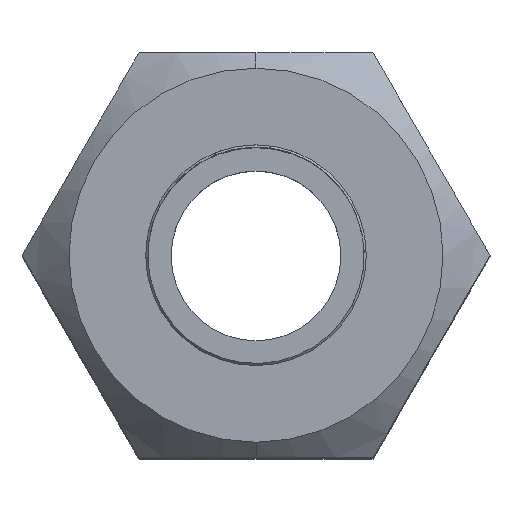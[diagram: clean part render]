
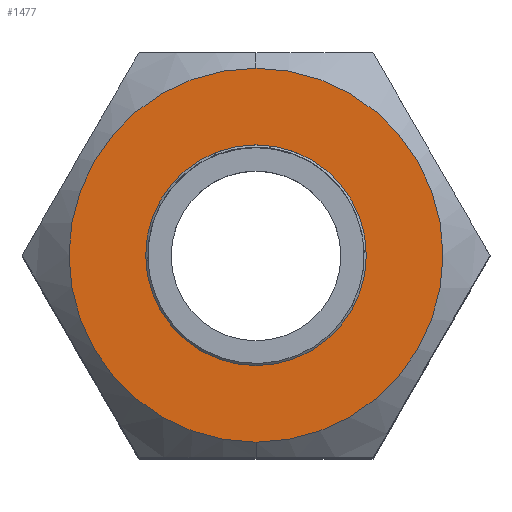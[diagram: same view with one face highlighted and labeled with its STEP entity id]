
A CAD part, top view. The second image highlights one B-rep face of the part: STEP entity #1477.
In plain terms, the highlighted face is planar.
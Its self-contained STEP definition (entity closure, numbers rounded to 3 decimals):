
#27 = ORIENTED_EDGE ( 'NONE', *, *, #1471, .T. ) ;
#65 = EDGE_CURVE ( 'NONE', #184, #66, #1356, .T. ) ;
#66 = VERTEX_POINT ( 'NONE', #1361 ) ;
#107 = EDGE_CURVE ( 'NONE', #108, #121, #1224, .T. ) ;
#108 = VERTEX_POINT ( 'NONE', #1261 ) ;
#121 = VERTEX_POINT ( 'NONE', #255 ) ;
#184 = VERTEX_POINT ( 'NONE', #951 ) ;
#255 = CARTESIAN_POINT ( 'NONE',  ( 0., 8.812, -21. ) ) ;
#951 = CARTESIAN_POINT ( 'NONE',  ( 0., 5.2, -21. ) ) ;
#1216 = DIRECTION ( 'NONE',  ( 0., -1., 0. ) ) ;
#1217 = DIRECTION ( 'NONE',  ( 0., 0., 1. ) ) ;
#1218 = CARTESIAN_POINT ( 'NONE',  ( 0., 0., -21. ) ) ;
#1219 = AXIS2_PLACEMENT_3D ( 'NONE', #1218, #1217, #1216 ) ;
#1224 = CIRCLE ( 'NONE', #1219, 8.812 ) ;
#1261 = CARTESIAN_POINT ( 'NONE',  ( 0., -8.812, -21. ) ) ;
#1313 = CARTESIAN_POINT ( 'NONE',  ( 0., 0., -21. ) ) ;
#1356 = CIRCLE ( 'NONE', #1364, 5.2 ) ;
#1361 = CARTESIAN_POINT ( 'NONE',  ( 0., -5.2, -21. ) ) ;
#1362 = DIRECTION ( 'NONE',  ( 0., -1., 0. ) ) ;
#1363 = DIRECTION ( 'NONE',  ( 0., 0., 1. ) ) ;
#1364 = AXIS2_PLACEMENT_3D ( 'NONE', #1313, #1363, #1362 ) ;
#1454 = EDGE_LOOP ( 'NONE', ( #27, #1469 ) ) ;
#1460 = ORIENTED_EDGE ( 'NONE', *, *, #107, .F. ) ;
#1461 = EDGE_CURVE ( 'NONE', #121, #108, #2685, .T. ) ;
#1468 = ORIENTED_EDGE ( 'NONE', *, *, #1461, .F. ) ;
#1469 = ORIENTED_EDGE ( 'NONE', *, *, #65, .T. ) ;
#1470 = EDGE_LOOP ( 'NONE', ( #1460, #1468 ) ) ;
#1471 = EDGE_CURVE ( 'NONE', #66, #184, #2680, .T. ) ;
#1477 = ADVANCED_FACE ( 'NONE', ( #2610, #2605 ), #2604, .F. ) ;
#2600 = DIRECTION ( 'NONE',  ( 0., -1., 0. ) ) ;
#2601 = DIRECTION ( 'NONE',  ( 0., 0., 1. ) ) ;
#2602 = AXIS2_PLACEMENT_3D ( 'NONE', #2603, #2601, #2600 ) ;
#2603 = CARTESIAN_POINT ( 'NONE',  ( 0., 11.027, -21. ) ) ;
#2604 = PLANE ( 'NONE',  #2602 ) ;
#2605 = FACE_OUTER_BOUND ( 'NONE', #1470, .T. ) ;
#2610 = FACE_BOUND ( 'NONE', #1454, .T. ) ;
#2676 = DIRECTION ( 'NONE',  ( 0., -1., 0. ) ) ;
#2677 = DIRECTION ( 'NONE',  ( 0., 0., 1. ) ) ;
#2678 = CARTESIAN_POINT ( 'NONE',  ( 0., 0., -21. ) ) ;
#2679 = AXIS2_PLACEMENT_3D ( 'NONE', #2678, #2677, #2676 ) ;
#2680 = CIRCLE ( 'NONE', #2679, 5.2 ) ;
#2681 = DIRECTION ( 'NONE',  ( 0., -1., 0. ) ) ;
#2682 = DIRECTION ( 'NONE',  ( 0., 0., 1. ) ) ;
#2683 = CARTESIAN_POINT ( 'NONE',  ( 0., 0., -21. ) ) ;
#2684 = AXIS2_PLACEMENT_3D ( 'NONE', #2683, #2682, #2681 ) ;
#2685 = CIRCLE ( 'NONE', #2684, 8.812 ) ;
